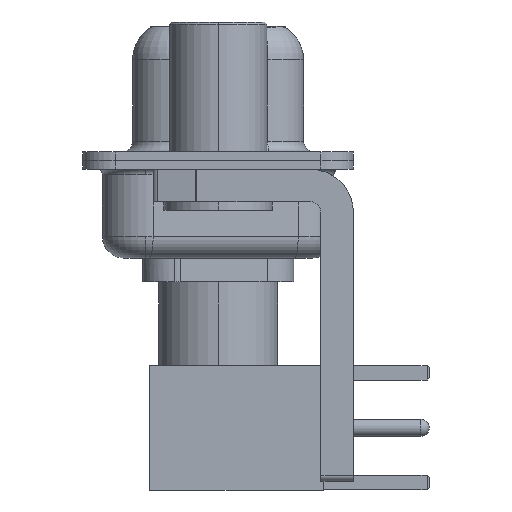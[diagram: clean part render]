
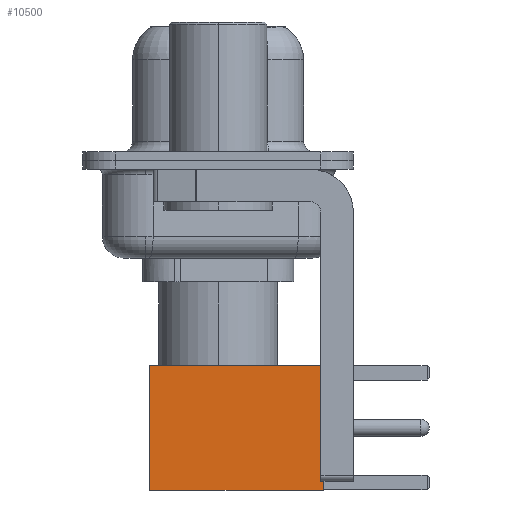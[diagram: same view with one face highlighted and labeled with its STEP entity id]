
A CAD part, left-side view. The second image highlights one B-rep face of the part: STEP entity #10500.
In plain terms, the highlighted face is planar.
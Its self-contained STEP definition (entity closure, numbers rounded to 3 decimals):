
#82 = CARTESIAN_POINT ( 'NONE',  ( -2.875, 2.875, 0. ) ) ;
#858 = ORIENTED_EDGE ( 'NONE', *, *, #7092, .T. ) ;
#1319 = DIRECTION ( 'NONE',  ( -1., 0., 0. ) ) ;
#1363 = CARTESIAN_POINT ( 'NONE',  ( 2.875, 2.875, 0. ) ) ;
#1492 = VECTOR ( 'NONE', #1319, 1000. ) ;
#2601 = EDGE_CURVE ( 'NONE', #17973, #16648, #11278, .T. ) ;
#4281 = CARTESIAN_POINT ( 'NONE',  ( 2.875, 2.875, 0. ) ) ;
#4490 = LINE ( 'NONE', #9008, #10960 ) ;
#5354 = CARTESIAN_POINT ( 'NONE',  ( 2.875, 2.875, 0. ) ) ;
#5629 = CARTESIAN_POINT ( 'NONE',  ( 0., 2.875, 0. ) ) ;
#5805 = DIRECTION ( 'NONE',  ( 0., 0., -1. ) ) ;
#5901 = DIRECTION ( 'NONE',  ( -1., 0., 0. ) ) ;
#7092 = EDGE_CURVE ( 'NONE', #17729, #16648, #10157, .T. ) ;
#7183 = DIRECTION ( 'NONE',  ( 0., 0., 1. ) ) ;
#7894 = VERTEX_POINT ( 'NONE', #16829 ) ;
#8333 = EDGE_LOOP ( 'NONE', ( #8707, #858, #16443, #18269 ) ) ;
#8707 = ORIENTED_EDGE ( 'NONE', *, *, #14799, .T. ) ;
#9008 = CARTESIAN_POINT ( 'NONE',  ( 0., 2.875, 8. ) ) ;
#9495 = VECTOR ( 'NONE', #5805, 1000. ) ;
#10157 = LINE ( 'NONE', #5629, #1492 ) ;
#10500 = ADVANCED_FACE ( 'NONE', ( #16946 ), #12740, .T. ) ;
#10960 = VECTOR ( 'NONE', #5901, 1000. ) ;
#11278 = LINE ( 'NONE', #82, #9495 ) ;
#11325 = DIRECTION ( 'NONE',  ( 0., 1., 0. ) ) ;
#11894 = CARTESIAN_POINT ( 'NONE',  ( -2.875, 2.875, 8. ) ) ;
#12740 = PLANE ( 'NONE',  #16565 ) ;
#12743 = VECTOR ( 'NONE', #16091, 1000. ) ;
#13496 = EDGE_CURVE ( 'NONE', #7894, #17973, #4490, .T. ) ;
#14697 = LINE ( 'NONE', #5354, #12743 ) ;
#14799 = EDGE_CURVE ( 'NONE', #7894, #17729, #14697, .T. ) ;
#15406 = CARTESIAN_POINT ( 'NONE',  ( -2.875, 2.875, 0. ) ) ;
#16091 = DIRECTION ( 'NONE',  ( 0., 0., -1. ) ) ;
#16443 = ORIENTED_EDGE ( 'NONE', *, *, #2601, .F. ) ;
#16565 = AXIS2_PLACEMENT_3D ( 'NONE', #1363, #11325, #7183 ) ;
#16648 = VERTEX_POINT ( 'NONE', #15406 ) ;
#16829 = CARTESIAN_POINT ( 'NONE',  ( 2.875, 2.875, 8. ) ) ;
#16946 = FACE_OUTER_BOUND ( 'NONE', #8333, .T. ) ;
#17729 = VERTEX_POINT ( 'NONE', #4281 ) ;
#17973 = VERTEX_POINT ( 'NONE', #11894 ) ;
#18269 = ORIENTED_EDGE ( 'NONE', *, *, #13496, .F. ) ;
